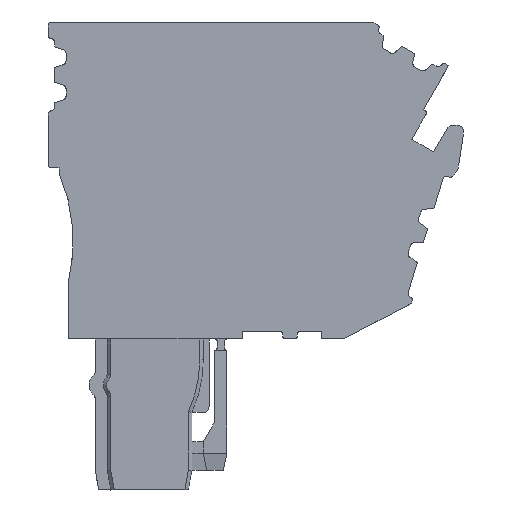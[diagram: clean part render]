
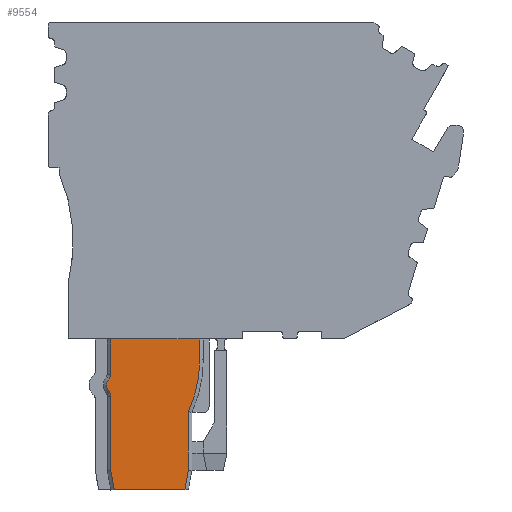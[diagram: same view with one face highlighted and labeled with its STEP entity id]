
A CAD part, left-side view. The second image highlights one B-rep face of the part: STEP entity #9554.
In plain terms, the highlighted planar face has unit normal (-1, 0, 0).
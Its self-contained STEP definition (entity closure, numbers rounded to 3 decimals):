
#9463=AXIS2_PLACEMENT_3D('Plane Axis2P3D',#9460,#9461,#9462) ;
#9481=AXIS2_PLACEMENT_3D('Circle Axis2P3D',#9479,#9480,$) ;
#9488=AXIS2_PLACEMENT_3D('Circle Axis2P3D',#9486,#9487,$) ;
#9495=AXIS2_PLACEMENT_3D('Circle Axis2P3D',#9493,#9494,$) ;
#9537=AXIS2_PLACEMENT_3D('Circle Axis2P3D',#9535,#9536,$) ;
#9431=CARTESIAN_POINT('Vertex',(0.7,22.983,13.15)) ;
#9434=CARTESIAN_POINT('Line Origine',(0.7,22.983,12.244)) ;
#9438=CARTESIAN_POINT('Vertex',(0.7,22.983,11.337)) ;
#9460=CARTESIAN_POINT('Axis2P3D Location',(0.7,27.733,-0.25)) ;
#9465=CARTESIAN_POINT('Line Origine',(0.7,26.858,13.15)) ;
#9469=CARTESIAN_POINT('Vertex',(0.7,30.733,13.15)) ;
#9472=CARTESIAN_POINT('Line Origine',(0.7,30.733,11.619)) ;
#9476=CARTESIAN_POINT('Vertex',(0.7,30.733,10.088)) ;
#9479=CARTESIAN_POINT('Axis2P3D Location',(0.7,31.333,10.088)) ;
#9483=CARTESIAN_POINT('Vertex',(0.7,30.873,9.703)) ;
#9486=CARTESIAN_POINT('Axis2P3D Location',(0.7,30.183,9.125)) ;
#9490=CARTESIAN_POINT('Vertex',(0.7,30.873,8.547)) ;
#9493=CARTESIAN_POINT('Axis2P3D Location',(0.7,31.333,8.162)) ;
#9497=CARTESIAN_POINT('Vertex',(0.7,30.733,8.162)) ;
#9500=CARTESIAN_POINT('Line Origine',(0.7,30.733,4.927)) ;
#9504=CARTESIAN_POINT('Vertex',(0.7,30.733,1.693)) ;
#9507=CARTESIAN_POINT('Line Origine',(0.7,30.584,0.846)) ;
#9511=CARTESIAN_POINT('Vertex',(0.7,30.435,0.)) ;
#9514=CARTESIAN_POINT('Line Origine',(0.7,27.361,0.)) ;
#9518=CARTESIAN_POINT('Vertex',(0.7,24.288,0.)) ;
#9521=CARTESIAN_POINT('Line Origine',(0.7,24.135,0.864)) ;
#9525=CARTESIAN_POINT('Vertex',(0.7,23.983,1.728)) ;
#9528=CARTESIAN_POINT('Line Origine',(0.7,23.983,4.274)) ;
#9532=CARTESIAN_POINT('Vertex',(0.7,23.983,6.821)) ;
#9535=CARTESIAN_POINT('Axis2P3D Location',(0.7,33.683,11.337)) ;
#9435=DIRECTION('Vector Direction',(0.,0.,1.)) ;
#9461=DIRECTION('Axis2P3D Direction',(-1.,0.,0.)) ;
#9462=DIRECTION('Axis2P3D XDirection',(0.,1.,0.)) ;
#9466=DIRECTION('Vector Direction',(0.,1.,0.)) ;
#9473=DIRECTION('Vector Direction',(0.,0.,-1.)) ;
#9480=DIRECTION('Axis2P3D Direction',(-1.,0.,0.)) ;
#9487=DIRECTION('Axis2P3D Direction',(-1.,0.,0.)) ;
#9494=DIRECTION('Axis2P3D Direction',(-1.,0.,0.)) ;
#9501=DIRECTION('Vector Direction',(0.,0.,-1.)) ;
#9508=DIRECTION('Vector Direction',(0.,-0.174,-0.985)) ;
#9515=DIRECTION('Vector Direction',(0.,-1.,0.)) ;
#9522=DIRECTION('Vector Direction',(0.,0.174,-0.985)) ;
#9529=DIRECTION('Vector Direction',(0.,0.,-1.)) ;
#9536=DIRECTION('Axis2P3D Direction',(-1.,0.,0.)) ;
#9436=VECTOR('Line Direction',#9435,1.) ;
#9467=VECTOR('Line Direction',#9466,1.) ;
#9474=VECTOR('Line Direction',#9473,1.) ;
#9502=VECTOR('Line Direction',#9501,1.) ;
#9509=VECTOR('Line Direction',#9508,1.) ;
#9516=VECTOR('Line Direction',#9515,1.) ;
#9523=VECTOR('Line Direction',#9522,1.) ;
#9530=VECTOR('Line Direction',#9529,1.) ;
#9541=ORIENTED_EDGE('',*,*,#9471,.T.) ;
#9542=ORIENTED_EDGE('',*,*,#9478,.F.) ;
#9543=ORIENTED_EDGE('',*,*,#9485,.T.) ;
#9544=ORIENTED_EDGE('',*,*,#9492,.T.) ;
#9545=ORIENTED_EDGE('',*,*,#9499,.T.) ;
#9546=ORIENTED_EDGE('',*,*,#9506,.F.) ;
#9547=ORIENTED_EDGE('',*,*,#9513,.F.) ;
#9548=ORIENTED_EDGE('',*,*,#9520,.T.) ;
#9549=ORIENTED_EDGE('',*,*,#9527,.F.) ;
#9550=ORIENTED_EDGE('',*,*,#9534,.F.) ;
#9551=ORIENTED_EDGE('',*,*,#9539,.F.) ;
#9552=ORIENTED_EDGE('',*,*,#9440,.F.) ;
#9554=ADVANCED_FACE('V1',(#9553),#9464,.T.) ;
#9482=CIRCLE('generated circle',#9481,0.6) ;
#9489=CIRCLE('generated circle',#9488,0.9) ;
#9496=CIRCLE('generated circle',#9495,0.6) ;
#9538=CIRCLE('generated circle',#9537,10.7) ;
#9440=EDGE_CURVE('',#9432,#9439,#9437,.F.) ;
#9471=EDGE_CURVE('',#9432,#9470,#9468,.T.) ;
#9478=EDGE_CURVE('',#9477,#9470,#9475,.F.) ;
#9485=EDGE_CURVE('',#9477,#9484,#9482,.F.) ;
#9492=EDGE_CURVE('',#9484,#9491,#9489,.T.) ;
#9499=EDGE_CURVE('',#9491,#9498,#9496,.F.) ;
#9506=EDGE_CURVE('',#9505,#9498,#9503,.F.) ;
#9513=EDGE_CURVE('',#9512,#9505,#9510,.F.) ;
#9520=EDGE_CURVE('',#9512,#9519,#9517,.T.) ;
#9527=EDGE_CURVE('',#9526,#9519,#9524,.T.) ;
#9534=EDGE_CURVE('',#9533,#9526,#9531,.T.) ;
#9539=EDGE_CURVE('',#9439,#9533,#9538,.F.) ;
#9540=EDGE_LOOP('',(#9541,#9542,#9543,#9544,#9545,#9546,#9547,#9548,#9549,#9550,#9551,#9552)) ;
#9553=FACE_OUTER_BOUND('',#9540,.T.) ;
#9437=LINE('Line',#9434,#9436) ;
#9468=LINE('Line',#9465,#9467) ;
#9475=LINE('Line',#9472,#9474) ;
#9503=LINE('Line',#9500,#9502) ;
#9510=LINE('Line',#9507,#9509) ;
#9517=LINE('Line',#9514,#9516) ;
#9524=LINE('Line',#9521,#9523) ;
#9531=LINE('Line',#9528,#9530) ;
#9464=PLANE('',#9463) ;
#9432=VERTEX_POINT('',#9431) ;
#9439=VERTEX_POINT('',#9438) ;
#9470=VERTEX_POINT('',#9469) ;
#9477=VERTEX_POINT('',#9476) ;
#9484=VERTEX_POINT('',#9483) ;
#9491=VERTEX_POINT('',#9490) ;
#9498=VERTEX_POINT('',#9497) ;
#9505=VERTEX_POINT('',#9504) ;
#9512=VERTEX_POINT('',#9511) ;
#9519=VERTEX_POINT('',#9518) ;
#9526=VERTEX_POINT('',#9525) ;
#9533=VERTEX_POINT('',#9532) ;
